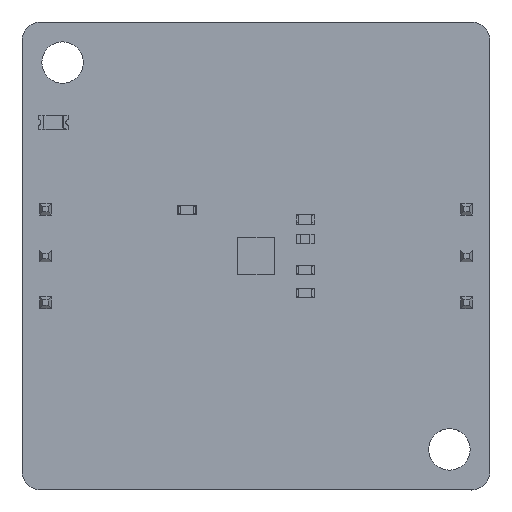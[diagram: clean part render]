
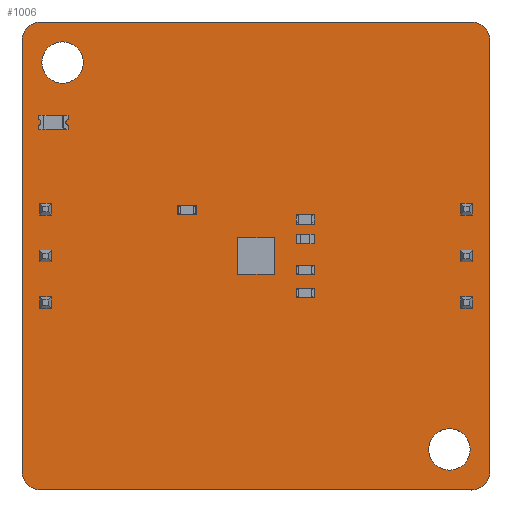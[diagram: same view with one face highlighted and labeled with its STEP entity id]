
A CAD part, top view. The second image highlights one B-rep face of the part: STEP entity #1006.
In plain terms, the highlighted planar face has unit normal (0, 0, 1).
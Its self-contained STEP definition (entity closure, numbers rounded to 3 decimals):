
#77 = VERTEX_POINT('',#78);
#78 = CARTESIAN_POINT('',(-12.7,11.7,0.));
#95 = VERTEX_POINT('',#96);
#96 = CARTESIAN_POINT('',(-12.666,11.959,0.));
#102 = EDGE_CURVE('',#77,#95,#103,.T.);
#103 = LINE('',#104,#105);
#104 = CARTESIAN_POINT('',(-12.7,11.7,0.));
#105 = VECTOR('',#106,1.);
#106 = DIRECTION('',(0.131,0.991,0.));
#126 = VERTEX_POINT('',#127);
#127 = CARTESIAN_POINT('',(-12.566,12.2,0.));
#133 = EDGE_CURVE('',#95,#126,#134,.T.);
#134 = LINE('',#135,#136);
#135 = CARTESIAN_POINT('',(-12.666,11.959,0.));
#136 = VECTOR('',#137,1.);
#137 = DIRECTION('',(0.383,0.924,0.));
#157 = VERTEX_POINT('',#158);
#158 = CARTESIAN_POINT('',(-12.407,12.407,0.));
#164 = EDGE_CURVE('',#126,#157,#165,.T.);
#165 = LINE('',#166,#167);
#166 = CARTESIAN_POINT('',(-12.566,12.2,0.));
#167 = VECTOR('',#168,1.);
#168 = DIRECTION('',(0.609,0.793,0.));
#188 = VERTEX_POINT('',#189);
#189 = CARTESIAN_POINT('',(-12.2,12.566,0.));
#195 = EDGE_CURVE('',#157,#188,#196,.T.);
#196 = LINE('',#197,#198);
#197 = CARTESIAN_POINT('',(-12.407,12.407,0.));
#198 = VECTOR('',#199,1.);
#199 = DIRECTION('',(0.793,0.609,0.));
#219 = VERTEX_POINT('',#220);
#220 = CARTESIAN_POINT('',(-11.959,12.666,0.));
#226 = EDGE_CURVE('',#188,#219,#227,.T.);
#227 = LINE('',#228,#229);
#228 = CARTESIAN_POINT('',(-12.2,12.566,0.));
#229 = VECTOR('',#230,1.);
#230 = DIRECTION('',(0.924,0.383,0.));
#250 = VERTEX_POINT('',#251);
#251 = CARTESIAN_POINT('',(-11.7,12.7,0.));
#257 = EDGE_CURVE('',#219,#250,#258,.T.);
#258 = LINE('',#259,#260);
#259 = CARTESIAN_POINT('',(-11.959,12.666,0.));
#260 = VECTOR('',#261,1.);
#261 = DIRECTION('',(0.991,0.13,0.));
#281 = VERTEX_POINT('',#282);
#282 = CARTESIAN_POINT('',(11.7,12.7,0.));
#288 = EDGE_CURVE('',#250,#281,#289,.T.);
#289 = LINE('',#290,#291);
#290 = CARTESIAN_POINT('',(-11.7,12.7,0.));
#291 = VECTOR('',#292,1.);
#292 = DIRECTION('',(1.,0.,0.));
#312 = VERTEX_POINT('',#313);
#313 = CARTESIAN_POINT('',(11.959,12.666,0.));
#319 = EDGE_CURVE('',#281,#312,#320,.T.);
#320 = LINE('',#321,#322);
#321 = CARTESIAN_POINT('',(11.7,12.7,0.));
#322 = VECTOR('',#323,1.);
#323 = DIRECTION('',(0.991,-0.131,0.));
#343 = VERTEX_POINT('',#344);
#344 = CARTESIAN_POINT('',(12.2,12.566,0.));
#350 = EDGE_CURVE('',#312,#343,#351,.T.);
#351 = LINE('',#352,#353);
#352 = CARTESIAN_POINT('',(11.959,12.666,0.));
#353 = VECTOR('',#354,1.);
#354 = DIRECTION('',(0.924,-0.383,0.));
#374 = VERTEX_POINT('',#375);
#375 = CARTESIAN_POINT('',(12.407,12.407,0.));
#381 = EDGE_CURVE('',#343,#374,#382,.T.);
#382 = LINE('',#383,#384);
#383 = CARTESIAN_POINT('',(12.2,12.566,0.));
#384 = VECTOR('',#385,1.);
#385 = DIRECTION('',(0.793,-0.609,0.));
#405 = VERTEX_POINT('',#406);
#406 = CARTESIAN_POINT('',(12.566,12.2,0.));
#412 = EDGE_CURVE('',#374,#405,#413,.T.);
#413 = LINE('',#414,#415);
#414 = CARTESIAN_POINT('',(12.407,12.407,0.));
#415 = VECTOR('',#416,1.);
#416 = DIRECTION('',(0.609,-0.793,0.));
#436 = VERTEX_POINT('',#437);
#437 = CARTESIAN_POINT('',(12.666,11.959,0.));
#443 = EDGE_CURVE('',#405,#436,#444,.T.);
#444 = LINE('',#445,#446);
#445 = CARTESIAN_POINT('',(12.566,12.2,0.));
#446 = VECTOR('',#447,1.);
#447 = DIRECTION('',(0.383,-0.924,0.));
#467 = VERTEX_POINT('',#468);
#468 = CARTESIAN_POINT('',(12.7,11.7,0.));
#474 = EDGE_CURVE('',#436,#467,#475,.T.);
#475 = LINE('',#476,#477);
#476 = CARTESIAN_POINT('',(12.666,11.959,0.));
#477 = VECTOR('',#478,1.);
#478 = DIRECTION('',(0.131,-0.991,0.));
#498 = VERTEX_POINT('',#499);
#499 = CARTESIAN_POINT('',(12.7,-11.7,0.));
#505 = EDGE_CURVE('',#467,#498,#506,.T.);
#506 = LINE('',#507,#508);
#507 = CARTESIAN_POINT('',(12.7,11.7,0.));
#508 = VECTOR('',#509,1.);
#509 = DIRECTION('',(0.,-1.,0.));
#529 = VERTEX_POINT('',#530);
#530 = CARTESIAN_POINT('',(12.666,-11.959,0.));
#536 = EDGE_CURVE('',#498,#529,#537,.T.);
#537 = LINE('',#538,#539);
#538 = CARTESIAN_POINT('',(12.7,-11.7,0.));
#539 = VECTOR('',#540,1.);
#540 = DIRECTION('',(-0.131,-0.991,0.));
#560 = VERTEX_POINT('',#561);
#561 = CARTESIAN_POINT('',(12.566,-12.2,0.));
#567 = EDGE_CURVE('',#529,#560,#568,.T.);
#568 = LINE('',#569,#570);
#569 = CARTESIAN_POINT('',(12.666,-11.959,0.));
#570 = VECTOR('',#571,1.);
#571 = DIRECTION('',(-0.383,-0.924,0.));
#591 = VERTEX_POINT('',#592);
#592 = CARTESIAN_POINT('',(12.407,-12.407,0.));
#598 = EDGE_CURVE('',#560,#591,#599,.T.);
#599 = LINE('',#600,#601);
#600 = CARTESIAN_POINT('',(12.566,-12.2,0.));
#601 = VECTOR('',#602,1.);
#602 = DIRECTION('',(-0.609,-0.793,0.));
#622 = VERTEX_POINT('',#623);
#623 = CARTESIAN_POINT('',(12.2,-12.566,0.));
#629 = EDGE_CURVE('',#591,#622,#630,.T.);
#630 = LINE('',#631,#632);
#631 = CARTESIAN_POINT('',(12.407,-12.407,0.));
#632 = VECTOR('',#633,1.);
#633 = DIRECTION('',(-0.793,-0.609,0.));
#653 = VERTEX_POINT('',#654);
#654 = CARTESIAN_POINT('',(11.959,-12.666,0.));
#660 = EDGE_CURVE('',#622,#653,#661,.T.);
#661 = LINE('',#662,#663);
#662 = CARTESIAN_POINT('',(12.2,-12.566,0.));
#663 = VECTOR('',#664,1.);
#664 = DIRECTION('',(-0.924,-0.383,0.));
#684 = VERTEX_POINT('',#685);
#685 = CARTESIAN_POINT('',(11.7,-12.7,0.));
#691 = EDGE_CURVE('',#653,#684,#692,.T.);
#692 = LINE('',#693,#694);
#693 = CARTESIAN_POINT('',(11.959,-12.666,0.));
#694 = VECTOR('',#695,1.);
#695 = DIRECTION('',(-0.991,-0.131,0.));
#715 = VERTEX_POINT('',#716);
#716 = CARTESIAN_POINT('',(-11.7,-12.7,0.));
#722 = EDGE_CURVE('',#684,#715,#723,.T.);
#723 = LINE('',#724,#725);
#724 = CARTESIAN_POINT('',(11.7,-12.7,0.));
#725 = VECTOR('',#726,1.);
#726 = DIRECTION('',(-1.,0.,0.));
#746 = VERTEX_POINT('',#747);
#747 = CARTESIAN_POINT('',(-11.959,-12.666,0.));
#753 = EDGE_CURVE('',#715,#746,#754,.T.);
#754 = LINE('',#755,#756);
#755 = CARTESIAN_POINT('',(-11.7,-12.7,0.));
#756 = VECTOR('',#757,1.);
#757 = DIRECTION('',(-0.991,0.131,0.));
#777 = VERTEX_POINT('',#778);
#778 = CARTESIAN_POINT('',(-12.2,-12.566,0.));
#784 = EDGE_CURVE('',#746,#777,#785,.T.);
#785 = LINE('',#786,#787);
#786 = CARTESIAN_POINT('',(-11.959,-12.666,0.));
#787 = VECTOR('',#788,1.);
#788 = DIRECTION('',(-0.924,0.383,0.));
#808 = VERTEX_POINT('',#809);
#809 = CARTESIAN_POINT('',(-12.407,-12.407,0.));
#815 = EDGE_CURVE('',#777,#808,#816,.T.);
#816 = LINE('',#817,#818);
#817 = CARTESIAN_POINT('',(-12.2,-12.566,0.));
#818 = VECTOR('',#819,1.);
#819 = DIRECTION('',(-0.793,0.609,0.));
#839 = VERTEX_POINT('',#840);
#840 = CARTESIAN_POINT('',(-12.566,-12.2,0.));
#846 = EDGE_CURVE('',#808,#839,#847,.T.);
#847 = LINE('',#848,#849);
#848 = CARTESIAN_POINT('',(-12.407,-12.407,0.));
#849 = VECTOR('',#850,1.);
#850 = DIRECTION('',(-0.609,0.793,0.));
#870 = VERTEX_POINT('',#871);
#871 = CARTESIAN_POINT('',(-12.666,-11.959,0.));
#877 = EDGE_CURVE('',#839,#870,#878,.T.);
#878 = LINE('',#879,#880);
#879 = CARTESIAN_POINT('',(-12.566,-12.2,0.));
#880 = VECTOR('',#881,1.);
#881 = DIRECTION('',(-0.383,0.924,0.));
#901 = VERTEX_POINT('',#902);
#902 = CARTESIAN_POINT('',(-12.7,-11.7,0.));
#908 = EDGE_CURVE('',#870,#901,#909,.T.);
#909 = LINE('',#910,#911);
#910 = CARTESIAN_POINT('',(-12.666,-11.959,0.));
#911 = VECTOR('',#912,1.);
#912 = DIRECTION('',(-0.131,0.991,0.));
#930 = EDGE_CURVE('',#901,#77,#931,.T.);
#931 = LINE('',#932,#933);
#932 = CARTESIAN_POINT('',(-12.7,-11.7,0.));
#933 = VECTOR('',#934,1.);
#934 = DIRECTION('',(0.,1.,0.));
#945 = VERTEX_POINT('',#946);
#946 = CARTESIAN_POINT('',(-9.375,10.5,0.));
#962 = EDGE_CURVE('',#945,#945,#963,.T.);
#963 = CIRCLE('',#964,1.125);
#964 = AXIS2_PLACEMENT_3D('',#965,#966,#967);
#965 = CARTESIAN_POINT('',(-10.5,10.5,0.));
#966 = DIRECTION('',(0.,0.,-1.));
#967 = DIRECTION('',(1.,0.,0.));
#978 = VERTEX_POINT('',#979);
#979 = CARTESIAN_POINT('',(11.625,-10.5,0.));
#995 = EDGE_CURVE('',#978,#978,#996,.T.);
#996 = CIRCLE('',#997,1.125);
#997 = AXIS2_PLACEMENT_3D('',#998,#999,#1000);
#998 = CARTESIAN_POINT('',(10.5,-10.5,0.));
#999 = DIRECTION('',(0.,0.,-1.));
#1000 = DIRECTION('',(1.,0.,0.));
#1006 = ADVANCED_FACE('',(#1007,#1037,#1040),#1043,.T.);
#1007 = FACE_BOUND('',#1008,.F.);
#1008 = EDGE_LOOP('',(#1009,#1010,#1011,#1012,#1013,#1014,#1015,#1016,
    #1017,#1018,#1019,#1020,#1021,#1022,#1023,#1024,#1025,#1026,#1027,
    #1028,#1029,#1030,#1031,#1032,#1033,#1034,#1035,#1036));
#1009 = ORIENTED_EDGE('',*,*,#102,.T.);
#1010 = ORIENTED_EDGE('',*,*,#133,.T.);
#1011 = ORIENTED_EDGE('',*,*,#164,.T.);
#1012 = ORIENTED_EDGE('',*,*,#195,.T.);
#1013 = ORIENTED_EDGE('',*,*,#226,.T.);
#1014 = ORIENTED_EDGE('',*,*,#257,.T.);
#1015 = ORIENTED_EDGE('',*,*,#288,.T.);
#1016 = ORIENTED_EDGE('',*,*,#319,.T.);
#1017 = ORIENTED_EDGE('',*,*,#350,.T.);
#1018 = ORIENTED_EDGE('',*,*,#381,.T.);
#1019 = ORIENTED_EDGE('',*,*,#412,.T.);
#1020 = ORIENTED_EDGE('',*,*,#443,.T.);
#1021 = ORIENTED_EDGE('',*,*,#474,.T.);
#1022 = ORIENTED_EDGE('',*,*,#505,.T.);
#1023 = ORIENTED_EDGE('',*,*,#536,.T.);
#1024 = ORIENTED_EDGE('',*,*,#567,.T.);
#1025 = ORIENTED_EDGE('',*,*,#598,.T.);
#1026 = ORIENTED_EDGE('',*,*,#629,.T.);
#1027 = ORIENTED_EDGE('',*,*,#660,.T.);
#1028 = ORIENTED_EDGE('',*,*,#691,.T.);
#1029 = ORIENTED_EDGE('',*,*,#722,.T.);
#1030 = ORIENTED_EDGE('',*,*,#753,.T.);
#1031 = ORIENTED_EDGE('',*,*,#784,.T.);
#1032 = ORIENTED_EDGE('',*,*,#815,.T.);
#1033 = ORIENTED_EDGE('',*,*,#846,.T.);
#1034 = ORIENTED_EDGE('',*,*,#877,.T.);
#1035 = ORIENTED_EDGE('',*,*,#908,.T.);
#1036 = ORIENTED_EDGE('',*,*,#930,.T.);
#1037 = FACE_BOUND('',#1038,.F.);
#1038 = EDGE_LOOP('',(#1039));
#1039 = ORIENTED_EDGE('',*,*,#962,.T.);
#1040 = FACE_BOUND('',#1041,.F.);
#1041 = EDGE_LOOP('',(#1042));
#1042 = ORIENTED_EDGE('',*,*,#995,.T.);
#1043 = PLANE('',#1044);
#1044 = AXIS2_PLACEMENT_3D('',#1045,#1046,#1047);
#1045 = CARTESIAN_POINT('',(-12.7,11.7,0.));
#1046 = DIRECTION('',(0.,0.,1.));
#1047 = DIRECTION('',(1.,0.,0.));
